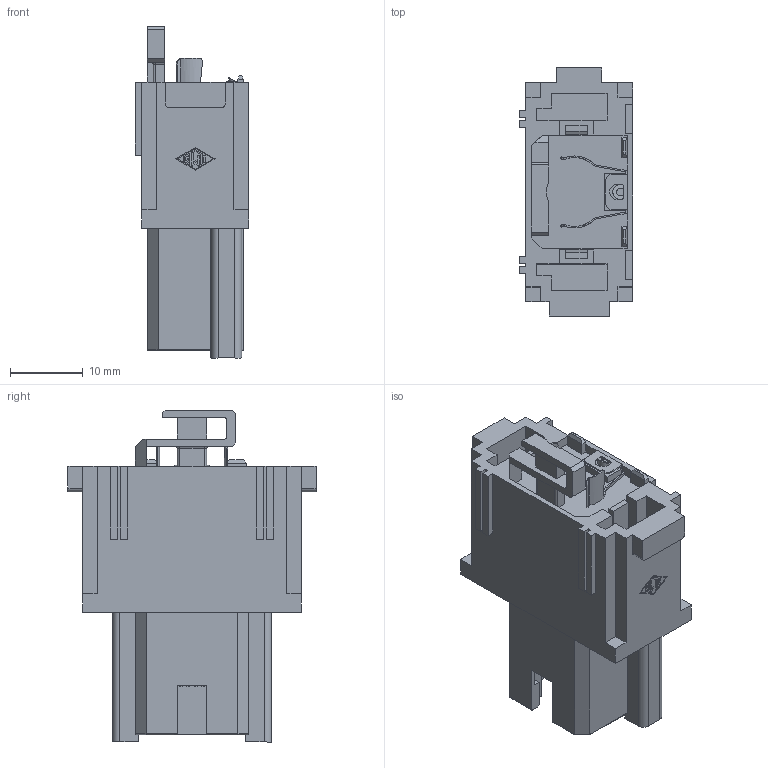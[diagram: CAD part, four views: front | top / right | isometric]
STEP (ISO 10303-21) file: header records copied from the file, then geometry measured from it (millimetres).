
FILE_DESCRIPTION(('Creo Elements/Direct Modeling STEP Export'),'2;1');
FILE_NAME('0ln7uvk52dmso992288','2020-04-27T13:51:03',(''),(''),'Creo Elements/Direct Modeling STEP processor for AP214 (Solid Model)','Creo Elements/Direct Modeling 20.1B 02-Apr-2019 (C) Parametric Technology GmbH','');
FILE_SCHEMA(('AUTOMOTIVE_DESIGN { 1 0 10303 214 1 1 1 1 }'));
Length unit declared in the file: millimetre
Products named in the file (2): CX 01 J8xIF
Assembly tree (1 placements, depth 2):
  CX 01 J8xIF
    CX 01 J8xIF
Bounding box: 15.6 x 34 x 45.5 mm (x, y, z)
Volume: 9982.2 mm3; surface area: 6135.5 mm2
Topology: 1 solids, 2 shells, 451 faces, 1275 edges, 846 vertices
Faces by surface type: plane 355, cylinder 64, bspline 26, cone 4, torus 2
Entity records: 18695 total; most frequent: CARTESIAN_POINT 4630, ORIENTED_EDGE 2550, DIRECTION 2102, EDGE_CURVE 1275, VECTOR 1062, LINE 1062, VERTEX_POINT 846, AXIS2_PLACEMENT_3D 520
